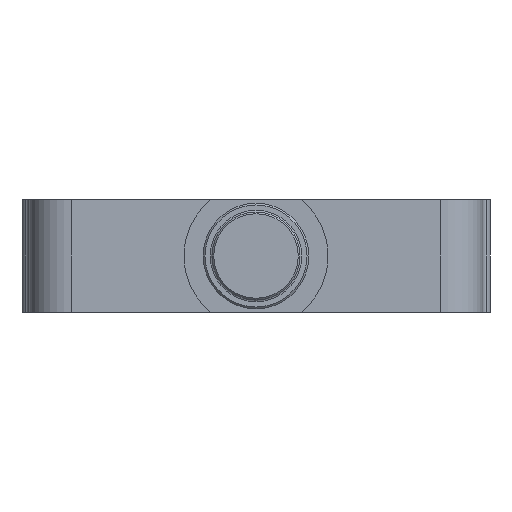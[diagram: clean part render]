
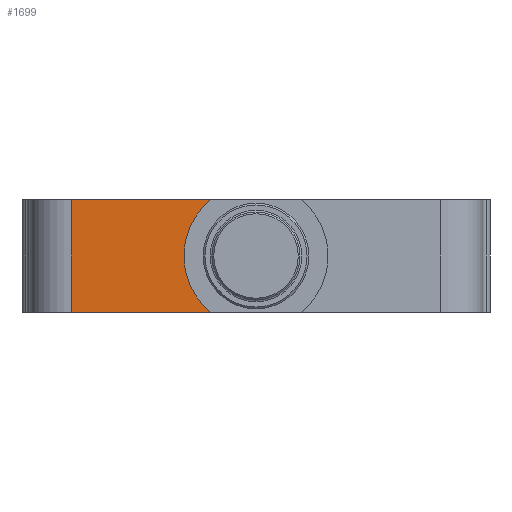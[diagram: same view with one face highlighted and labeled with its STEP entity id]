
A CAD part, left-side view. The second image highlights one B-rep face of the part: STEP entity #1699.
In plain terms, the highlighted planar face has unit normal (-1, 0, 0).
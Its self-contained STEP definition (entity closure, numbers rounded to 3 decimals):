
#21=LINE('',#2553,#133);
#62=LINE('',#2779,#174);
#100=LINE('',#2911,#212);
#133=VECTOR('',#2011,39.684);
#174=VECTOR('',#2200,39.684);
#212=VECTOR('',#2376,32.);
#265=PLANE('',#1912);
#409=FACE_OUTER_BOUND('',#526,.T.);
#526=EDGE_LOOP('',(#1373,#1374,#1375,#1376));
#689=CIRCLE('',#1909,20.5);
#715=VERTEX_POINT('',#2550);
#716=VERTEX_POINT('',#2552);
#826=VERTEX_POINT('',#2776);
#827=VERTEX_POINT('',#2778);
#877=EDGE_CURVE('',#716,#715,#21,.T.);
#990=EDGE_CURVE('',#827,#826,#62,.T.);
#1054=EDGE_CURVE('',#715,#827,#689,.T.);
#1056=EDGE_CURVE('',#716,#826,#100,.T.);
#1373=ORIENTED_EDGE('',*,*,#1054,.T.);
#1374=ORIENTED_EDGE('',*,*,#990,.T.);
#1375=ORIENTED_EDGE('',*,*,#1056,.F.);
#1376=ORIENTED_EDGE('',*,*,#877,.T.);
#1699=ADVANCED_FACE('',(#409),#265,.T.);
#1909=AXIS2_PLACEMENT_3D('',#2907,#2368,#2369);
#1912=AXIS2_PLACEMENT_3D('',#2910,#2374,#2375);
#2011=DIRECTION('',(0.,-1.,0.));
#2200=DIRECTION('',(0.,1.,0.));
#2368=DIRECTION('center_axis',(1.,0.,0.));
#2369=DIRECTION('ref_axis',(0.,1.,0.));
#2374=DIRECTION('center_axis',(-1.,0.,0.));
#2375=DIRECTION('ref_axis',(0.,0.,1.));
#2376=DIRECTION('',(0.,0.,1.));
#2550=CARTESIAN_POINT('',(-64.5,12.816,-16.));
#2552=CARTESIAN_POINT('',(-64.5,52.5,-16.));
#2553=CARTESIAN_POINT('',(-64.5,12.5,-16.));
#2776=CARTESIAN_POINT('',(-64.5,52.5,16.));
#2778=CARTESIAN_POINT('',(-64.5,12.816,16.));
#2779=CARTESIAN_POINT('',(-64.5,12.5,16.));
#2907=CARTESIAN_POINT('Origin',(-64.5,0.,0.));
#2910=CARTESIAN_POINT('Origin',(-64.5,12.5,0.));
#2911=CARTESIAN_POINT('',(-64.5,52.5,0.));
